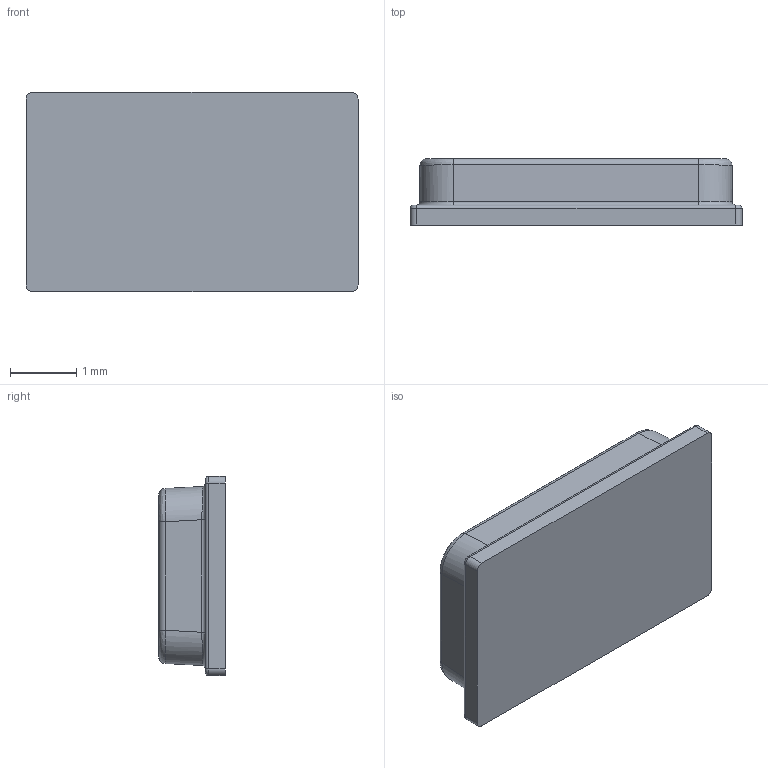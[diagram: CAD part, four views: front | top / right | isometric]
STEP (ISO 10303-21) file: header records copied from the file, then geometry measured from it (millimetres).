
FILE_DESCRIPTION (( 'STEP AP214' ), '1' );
FILE_NAME ('MS5611-01BA03.STEP', '2019-06-23T15:07:51', ( '' ), ( '' ), 'SwSTEP 2.0', 'SolidWorks 2018', '' );
FILE_SCHEMA (( 'AUTOMOTIVE_DESIGN' ));
Length unit declared in the file: millimetre
Products named in the file (1): MS5611-01BA03
Bounding box: 5 x 1 x 3 mm (x, y, z)
Volume: 13 mm3; surface area: 43.6 mm2
Topology: 1 solids, 1 shells, 61 faces, 132 edges, 77 vertices
Faces by surface type: cylinder 24, torus 14, plane 13, bspline 8, sphere 2
Entity records: 2459 total; most frequent: CARTESIAN_POINT 455, DIRECTION 292, ORIENTED_EDGE 264, EDGE_CURVE 132, AXIS2_PLACEMENT_3D 122, VERTEX_POINT 77, CIRCLE 68, EDGE_LOOP 65
